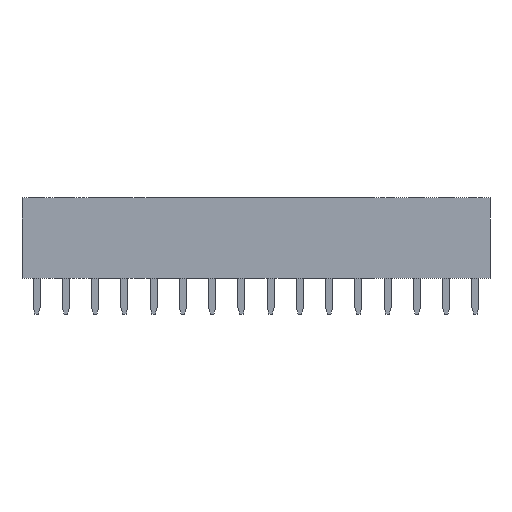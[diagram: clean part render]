
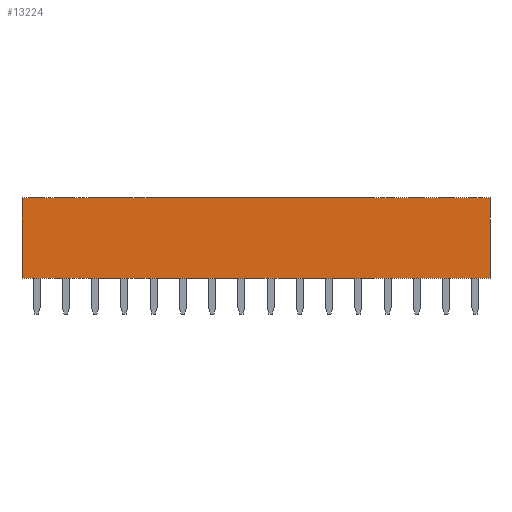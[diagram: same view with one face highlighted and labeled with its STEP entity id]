
A CAD part, left-side view. The second image highlights one B-rep face of the part: STEP entity #13224.
In plain terms, the highlighted planar face has unit normal (-1, 0, 0).
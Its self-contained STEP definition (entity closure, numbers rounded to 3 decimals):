
#11401 = VERTEX_POINT('',#11402);
#11402 = CARTESIAN_POINT('',(-1.27,-39.37,0.));
#11410 = EDGE_CURVE('',#11401,#11411,#11413,.T.);
#11411 = VERTEX_POINT('',#11412);
#11412 = CARTESIAN_POINT('',(-1.27,-39.37,7.));
#11413 = LINE('',#11414,#11415);
#11414 = CARTESIAN_POINT('',(-1.27,-39.37,0.));
#11415 = VECTOR('',#11416,1.);
#11416 = DIRECTION('',(0.,0.,1.));
#11473 = VERTEX_POINT('',#11474);
#11474 = CARTESIAN_POINT('',(-1.27,1.27,7.));
#11480 = EDGE_CURVE('',#11481,#11473,#11483,.T.);
#11481 = VERTEX_POINT('',#11482);
#11482 = CARTESIAN_POINT('',(-1.27,1.27,0.));
#11483 = LINE('',#11484,#11485);
#11484 = CARTESIAN_POINT('',(-1.27,1.27,0.));
#11485 = VECTOR('',#11486,1.);
#11486 = DIRECTION('',(0.,0.,1.));
#11545 = EDGE_CURVE('',#11473,#11411,#11546,.T.);
#11546 = LINE('',#11547,#11548);
#11547 = CARTESIAN_POINT('',(-1.27,1.27,7.));
#11548 = VECTOR('',#11549,1.);
#11549 = DIRECTION('',(0.,-1.,0.));
#12111 = EDGE_CURVE('',#11481,#11401,#12112,.T.);
#12112 = LINE('',#12113,#12114);
#12113 = CARTESIAN_POINT('',(-1.27,1.27,0.));
#12114 = VECTOR('',#12115,1.);
#12115 = DIRECTION('',(0.,-1.,0.));
#13224 = ADVANCED_FACE('',(#13225),#13231,.F.);
#13225 = FACE_BOUND('',#13226,.F.);
#13226 = EDGE_LOOP('',(#13227,#13228,#13229,#13230));
#13227 = ORIENTED_EDGE('',*,*,#11480,.T.);
#13228 = ORIENTED_EDGE('',*,*,#11545,.T.);
#13229 = ORIENTED_EDGE('',*,*,#11410,.F.);
#13230 = ORIENTED_EDGE('',*,*,#12111,.F.);
#13231 = PLANE('',#13232);
#13232 = AXIS2_PLACEMENT_3D('',#13233,#13234,#13235);
#13233 = CARTESIAN_POINT('',(-1.27,1.27,0.));
#13234 = DIRECTION('',(1.,0.,0.));
#13235 = DIRECTION('',(0.,-1.,0.));
